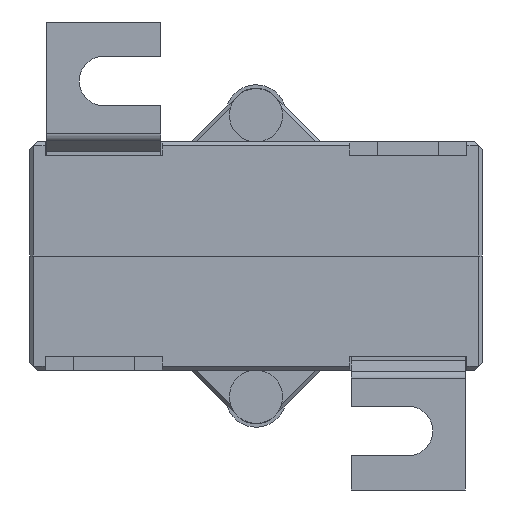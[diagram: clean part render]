
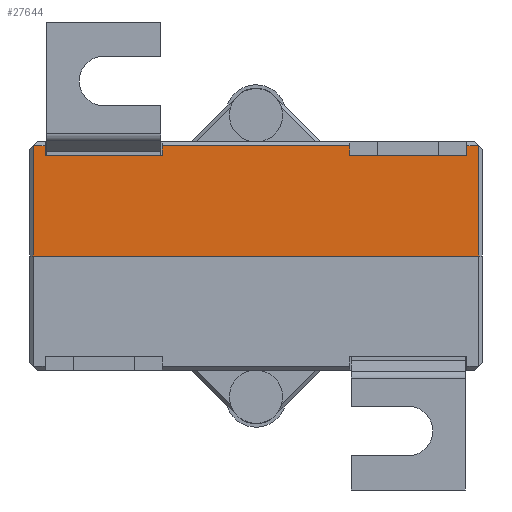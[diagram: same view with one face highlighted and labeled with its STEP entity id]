
A CAD part, front view. The second image highlights one B-rep face of the part: STEP entity #27644.
In plain terms, the highlighted planar face has unit normal (0, -1, 0).
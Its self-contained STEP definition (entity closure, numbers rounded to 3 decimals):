
#1463=PLANE('',#29508);
#2494=FACE_OUTER_BOUND('',#4027,.T.);
#4027=EDGE_LOOP('',(#19380,#19381,#19382,#19383,#19384,#19385,#19386,#19387,
#19388,#19389,#19390,#19391));
#6071=LINE('',#37459,#9154);
#6084=LINE('',#37485,#9167);
#6130=LINE('',#37611,#9213);
#6132=LINE('',#37615,#9215);
#6137=LINE('',#37625,#9220);
#6138=LINE('',#37627,#9221);
#6139=LINE('',#37629,#9222);
#6140=LINE('',#37631,#9223);
#6141=LINE('',#37632,#9224);
#6142=LINE('',#37634,#9225);
#6143=LINE('',#37636,#9226);
#6144=LINE('',#37637,#9227);
#9154=VECTOR('',#31238,10.);
#9167=VECTOR('',#31257,10.);
#9213=VECTOR('',#31343,10.);
#9215=VECTOR('',#31347,10.);
#9220=VECTOR('',#31354,10.);
#9221=VECTOR('',#31355,10.);
#9222=VECTOR('',#31356,10.);
#9223=VECTOR('',#31357,10.);
#9224=VECTOR('',#31358,10.);
#9225=VECTOR('',#31359,10.);
#9226=VECTOR('',#31360,10.);
#9227=VECTOR('',#31361,10.);
#12252=VERTEX_POINT('',#37456);
#12253=VERTEX_POINT('',#37458);
#12263=VERTEX_POINT('',#37484);
#12322=VERTEX_POINT('',#37608);
#12323=VERTEX_POINT('',#37610);
#12324=VERTEX_POINT('',#37614);
#12328=VERTEX_POINT('',#37624);
#12329=VERTEX_POINT('',#37626);
#12330=VERTEX_POINT('',#37628);
#12331=VERTEX_POINT('',#37630);
#12332=VERTEX_POINT('',#37633);
#12333=VERTEX_POINT('',#37635);
#15036=EDGE_CURVE('',#12252,#12253,#6071,.T.);
#15049=EDGE_CURVE('',#12253,#12263,#6084,.T.);
#15113=EDGE_CURVE('',#12322,#12323,#6130,.T.);
#15115=EDGE_CURVE('',#12324,#12323,#6132,.T.);
#15120=EDGE_CURVE('',#12328,#12252,#6137,.T.);
#15121=EDGE_CURVE('',#12329,#12328,#6138,.T.);
#15122=EDGE_CURVE('',#12330,#12329,#6139,.T.);
#15123=EDGE_CURVE('',#12330,#12331,#6140,.T.);
#15124=EDGE_CURVE('',#12331,#12324,#6141,.T.);
#15125=EDGE_CURVE('',#12322,#12332,#6142,.T.);
#15126=EDGE_CURVE('',#12332,#12333,#6143,.T.);
#15127=EDGE_CURVE('',#12333,#12263,#6144,.T.);
#19380=ORIENTED_EDGE('',*,*,#15036,.F.);
#19381=ORIENTED_EDGE('',*,*,#15120,.F.);
#19382=ORIENTED_EDGE('',*,*,#15121,.F.);
#19383=ORIENTED_EDGE('',*,*,#15122,.F.);
#19384=ORIENTED_EDGE('',*,*,#15123,.T.);
#19385=ORIENTED_EDGE('',*,*,#15124,.T.);
#19386=ORIENTED_EDGE('',*,*,#15115,.T.);
#19387=ORIENTED_EDGE('',*,*,#15113,.F.);
#19388=ORIENTED_EDGE('',*,*,#15125,.T.);
#19389=ORIENTED_EDGE('',*,*,#15126,.T.);
#19390=ORIENTED_EDGE('',*,*,#15127,.T.);
#19391=ORIENTED_EDGE('',*,*,#15049,.F.);
#27644=ADVANCED_FACE('',(#2494),#1463,.T.);
#29508=AXIS2_PLACEMENT_3D('',#37623,#31352,#31353);
#31238=DIRECTION('',(0.,0.,-1.));
#31257=DIRECTION('',(-1.,0.,0.));
#31343=DIRECTION('',(-1.,0.,0.));
#31347=DIRECTION('',(0.,0.,-1.));
#31352=DIRECTION('center_axis',(0.,-1.,0.));
#31353=DIRECTION('ref_axis',(1.,0.,0.));
#31354=DIRECTION('',(1.,0.,0.));
#31355=DIRECTION('',(0.,0.,1.));
#31356=DIRECTION('',(-1.,0.,0.));
#31357=DIRECTION('',(0.,0.,1.));
#31358=DIRECTION('',(1.,0.,0.));
#31359=DIRECTION('',(0.,0.,1.));
#31360=DIRECTION('',(1.,0.,0.));
#31361=DIRECTION('',(0.,0.,-1.));
#37456=CARTESIAN_POINT('',(29.25,0.,15.));
#37458=CARTESIAN_POINT('',(29.25,0.,0.5));
#37459=CARTESIAN_POINT('',(29.25,0.,0.));
#37484=CARTESIAN_POINT('',(27.7,0.,0.5));
#37485=CARTESIAN_POINT('',(-14.875,0.,0.5));
#37608=CARTESIAN_POINT('',(12.3,0.,0.5));
#37610=CARTESIAN_POINT('',(-12.3,0.,0.5));
#37611=CARTESIAN_POINT('',(-14.875,0.,0.5));
#37614=CARTESIAN_POINT('',(-12.3,0.,1.8));
#37615=CARTESIAN_POINT('',(-12.3,0.,0.));
#37623=CARTESIAN_POINT('Origin',(-29.75,0.,0.));
#37624=CARTESIAN_POINT('',(-29.25,0.,15.));
#37625=CARTESIAN_POINT('',(-29.75,0.,15.));
#37626=CARTESIAN_POINT('',(-29.25,0.,0.5));
#37627=CARTESIAN_POINT('',(-29.25,0.,0.));
#37628=CARTESIAN_POINT('',(-27.7,0.,0.5));
#37629=CARTESIAN_POINT('',(-14.875,0.,0.5));
#37630=CARTESIAN_POINT('',(-27.7,0.,1.8));
#37631=CARTESIAN_POINT('',(-27.7,0.,0.));
#37632=CARTESIAN_POINT('',(-24.875,0.,1.8));
#37633=CARTESIAN_POINT('',(12.3,0.,1.8));
#37634=CARTESIAN_POINT('',(12.3,0.,0.));
#37635=CARTESIAN_POINT('',(27.7,0.,1.8));
#37636=CARTESIAN_POINT('',(-4.875,0.,1.8));
#37637=CARTESIAN_POINT('',(27.7,0.,0.));
